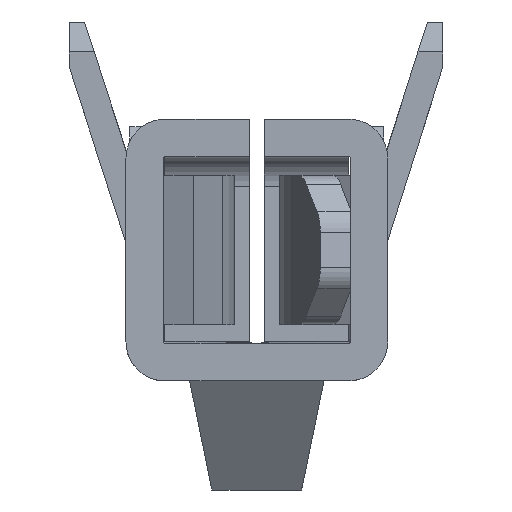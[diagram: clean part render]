
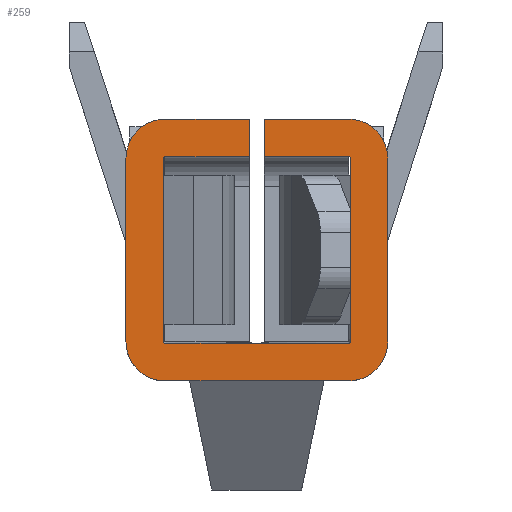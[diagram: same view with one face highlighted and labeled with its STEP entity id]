
A CAD part, front view. The second image highlights one B-rep face of the part: STEP entity #259.
In plain terms, the highlighted planar face has unit normal (0, -1, 0).
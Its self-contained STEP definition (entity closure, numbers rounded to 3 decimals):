
#259 = ADVANCED_FACE( '', ( #725 ), #726, .F. );
#725 = FACE_OUTER_BOUND( '', #1397, .T. );
#726 = PLANE( '', #1398 );
#1397 = EDGE_LOOP( '', ( #2789, #2790, #2791, #2792, #2793, #2794, #2795, #2796, #2797, #2798, #2799, #2800, #2801, #2802, #2803, #2804, #2805, #2806, #2807, #2808 ) );
#1398 = AXIS2_PLACEMENT_3D( '', #2809, #2810, #2811 );
#2789 = ORIENTED_EDGE( '', *, *, #4820, .T. );
#2790 = ORIENTED_EDGE( '', *, *, #4821, .T. );
#2791 = ORIENTED_EDGE( '', *, *, #4822, .T. );
#2792 = ORIENTED_EDGE( '', *, *, #4823, .T. );
#2793 = ORIENTED_EDGE( '', *, *, #4824, .T. );
#2794 = ORIENTED_EDGE( '', *, *, #4825, .T. );
#2795 = ORIENTED_EDGE( '', *, *, #4826, .T. );
#2796 = ORIENTED_EDGE( '', *, *, #4827, .T. );
#2797 = ORIENTED_EDGE( '', *, *, #4828, .T. );
#2798 = ORIENTED_EDGE( '', *, *, #4829, .F. );
#2799 = ORIENTED_EDGE( '', *, *, #4830, .F. );
#2800 = ORIENTED_EDGE( '', *, *, #4831, .F. );
#2801 = ORIENTED_EDGE( '', *, *, #4832, .F. );
#2802 = ORIENTED_EDGE( '', *, *, #4833, .F. );
#2803 = ORIENTED_EDGE( '', *, *, #4834, .F. );
#2804 = ORIENTED_EDGE( '', *, *, #4835, .F. );
#2805 = ORIENTED_EDGE( '', *, *, #4836, .F. );
#2806 = ORIENTED_EDGE( '', *, *, #4837, .F. );
#2807 = ORIENTED_EDGE( '', *, *, #4838, .F. );
#2808 = ORIENTED_EDGE( '', *, *, #4839, .T. );
#2809 = CARTESIAN_POINT( '', ( -0.875, -3.6, 0.875 ) );
#2810 = DIRECTION( '', ( 0., 1., 0. ) );
#2811 = DIRECTION( '', ( -1., 0., 0. ) );
#4820 = EDGE_CURVE( '', #5681, #5682, #5683, .T. );
#4821 = EDGE_CURVE( '', #5682, #5684, #5685, .F. );
#4822 = EDGE_CURVE( '', #5684, #5686, #5687, .T. );
#4823 = EDGE_CURVE( '', #5686, #5688, #5689, .F. );
#4824 = EDGE_CURVE( '', #5688, #5690, #5691, .T. );
#4825 = EDGE_CURVE( '', #5690, #5692, #5693, .F. );
#4826 = EDGE_CURVE( '', #5692, #5694, #5695, .T. );
#4827 = EDGE_CURVE( '', #5694, #5696, #5697, .F. );
#4828 = EDGE_CURVE( '', #5696, #5698, #5699, .T. );
#4829 = EDGE_CURVE( '', #5700, #5698, #5701, .T. );
#4830 = EDGE_CURVE( '', #5702, #5700, #5703, .F. );
#4831 = EDGE_CURVE( '', #5704, #5702, #5705, .T. );
#4832 = EDGE_CURVE( '', #5706, #5704, #5707, .F. );
#4833 = EDGE_CURVE( '', #5708, #5706, #5709, .T. );
#4834 = EDGE_CURVE( '', #5710, #5708, #5711, .F. );
#4835 = EDGE_CURVE( '', #5712, #5710, #5713, .T. );
#4836 = EDGE_CURVE( '', #5714, #5712, #5715, .F. );
#4837 = EDGE_CURVE( '', #5716, #5714, #5717, .T. );
#4838 = EDGE_CURVE( '', #5718, #5716, #5719, .F. );
#4839 = EDGE_CURVE( '', #5718, #5681, #5720, .T. );
#5681 = VERTEX_POINT( '', #6921 );
#5682 = VERTEX_POINT( '', #6922 );
#5683 = LINE( '', #6923, #6924 );
#5684 = VERTEX_POINT( '', #6925 );
#5685 = CIRCLE( '', #6926, 0.26 );
#5686 = VERTEX_POINT( '', #6927 );
#5687 = LINE( '', #6928, #6929 );
#5688 = VERTEX_POINT( '', #6930 );
#5689 = CIRCLE( '', #6931, 0.26 );
#5690 = VERTEX_POINT( '', #6932 );
#5691 = LINE( '', #6933, #6934 );
#5692 = VERTEX_POINT( '', #6935 );
#5693 = CIRCLE( '', #6936, 0.26 );
#5694 = VERTEX_POINT( '', #6937 );
#5695 = LINE( '', #6938, #6939 );
#5696 = VERTEX_POINT( '', #6940 );
#5697 = CIRCLE( '', #6941, 0.26 );
#5698 = VERTEX_POINT( '', #6942 );
#5699 = LINE( '', #6943, #6944 );
#5700 = VERTEX_POINT( '', #6945 );
#5701 = LINE( '', #6946, #6947 );
#5702 = VERTEX_POINT( '', #6948 );
#5703 = LINE( '', #6949, #6950 );
#5704 = VERTEX_POINT( '', #6951 );
#5705 = CIRCLE( '', #6952, 0.01 );
#5706 = VERTEX_POINT( '', #6953 );
#5707 = LINE( '', #6954, #6955 );
#5708 = VERTEX_POINT( '', #6956 );
#5709 = CIRCLE( '', #6957, 0.01 );
#5710 = VERTEX_POINT( '', #6958 );
#5711 = LINE( '', #6959, #6960 );
#5712 = VERTEX_POINT( '', #6961 );
#5713 = CIRCLE( '', #6962, 0.01 );
#5714 = VERTEX_POINT( '', #6963 );
#5715 = LINE( '', #6964, #6965 );
#5716 = VERTEX_POINT( '', #6966 );
#5717 = CIRCLE( '', #6967, 0.01 );
#5718 = VERTEX_POINT( '', #6968 );
#5719 = LINE( '', #6969, #6970 );
#5720 = LINE( '', #6971, #6972 );
#6921 = CARTESIAN_POINT( '', ( -0.05, -3.6, 0.875 ) );
#6922 = CARTESIAN_POINT( '', ( -0.615, -3.6, 0.875 ) );
#6923 = CARTESIAN_POINT( '', ( -0.875, -3.6, 0.875 ) );
#6924 = VECTOR( '', #8935, 1000. );
#6925 = CARTESIAN_POINT( '', ( -0.875, -3.6, 0.615 ) );
#6926 = AXIS2_PLACEMENT_3D( '', #8936, #8937, #8938 );
#6927 = CARTESIAN_POINT( '', ( -0.875, -3.6, -0.615 ) );
#6928 = CARTESIAN_POINT( '', ( -0.875, -3.6, -0.875 ) );
#6929 = VECTOR( '', #8939, 1000. );
#6930 = CARTESIAN_POINT( '', ( -0.615, -3.6, -0.875 ) );
#6931 = AXIS2_PLACEMENT_3D( '', #8940, #8941, #8942 );
#6932 = CARTESIAN_POINT( '', ( 0.615, -3.6, -0.875 ) );
#6933 = CARTESIAN_POINT( '', ( 0.875, -3.6, -0.875 ) );
#6934 = VECTOR( '', #8943, 1000. );
#6935 = CARTESIAN_POINT( '', ( 0.875, -3.6, -0.615 ) );
#6936 = AXIS2_PLACEMENT_3D( '', #8944, #8945, #8946 );
#6937 = CARTESIAN_POINT( '', ( 0.875, -3.6, 0.615 ) );
#6938 = CARTESIAN_POINT( '', ( 0.875, -3.6, 0.875 ) );
#6939 = VECTOR( '', #8947, 1000. );
#6940 = CARTESIAN_POINT( '', ( 0.615, -3.6, 0.875 ) );
#6941 = AXIS2_PLACEMENT_3D( '', #8948, #8949, #8950 );
#6942 = CARTESIAN_POINT( '', ( 0.05, -3.6, 0.875 ) );
#6943 = CARTESIAN_POINT( '', ( 0.875, -3.6, 0.875 ) );
#6944 = VECTOR( '', #8951, 1000. );
#6945 = CARTESIAN_POINT( '', ( 0.05, -3.6, 0.625 ) );
#6946 = CARTESIAN_POINT( '', ( 0.05, -3.6, 0.875 ) );
#6947 = VECTOR( '', #8952, 1000. );
#6948 = CARTESIAN_POINT( '', ( 0.615, -3.6, 0.625 ) );
#6949 = CARTESIAN_POINT( '', ( 0.875, -3.6, 0.625 ) );
#6950 = VECTOR( '', #8953, 1000. );
#6951 = CARTESIAN_POINT( '', ( 0.625, -3.6, 0.615 ) );
#6952 = AXIS2_PLACEMENT_3D( '', #8954, #8955, #8956 );
#6953 = CARTESIAN_POINT( '', ( 0.625, -3.6, -0.615 ) );
#6954 = CARTESIAN_POINT( '', ( 0.625, -3.6, 0.875 ) );
#6955 = VECTOR( '', #8957, 1000. );
#6956 = CARTESIAN_POINT( '', ( 0.615, -3.6, -0.625 ) );
#6957 = AXIS2_PLACEMENT_3D( '', #8958, #8959, #8960 );
#6958 = CARTESIAN_POINT( '', ( -0.615, -3.6, -0.625 ) );
#6959 = CARTESIAN_POINT( '', ( 0.875, -3.6, -0.625 ) );
#6960 = VECTOR( '', #8961, 1000. );
#6961 = CARTESIAN_POINT( '', ( -0.625, -3.6, -0.615 ) );
#6962 = AXIS2_PLACEMENT_3D( '', #8962, #8963, #8964 );
#6963 = CARTESIAN_POINT( '', ( -0.625, -3.6, 0.615 ) );
#6964 = CARTESIAN_POINT( '', ( -0.625, -3.6, -0.875 ) );
#6965 = VECTOR( '', #8965, 1000. );
#6966 = CARTESIAN_POINT( '', ( -0.615, -3.6, 0.625 ) );
#6967 = AXIS2_PLACEMENT_3D( '', #8966, #8967, #8968 );
#6968 = CARTESIAN_POINT( '', ( -0.05, -3.6, 0.625 ) );
#6969 = CARTESIAN_POINT( '', ( -0.875, -3.6, 0.625 ) );
#6970 = VECTOR( '', #8969, 1000. );
#6971 = CARTESIAN_POINT( '', ( -0.05, -3.6, 0.875 ) );
#6972 = VECTOR( '', #8970, 1000. );
#8935 = DIRECTION( '', ( -1., 0., 0. ) );
#8936 = CARTESIAN_POINT( '', ( -0.615, -3.6, 0.615 ) );
#8937 = DIRECTION( '', ( 0., 1., 0. ) );
#8938 = DIRECTION( '', ( 0., 0., 1. ) );
#8939 = DIRECTION( '', ( 0., 0., -1. ) );
#8940 = CARTESIAN_POINT( '', ( -0.615, -3.6, -0.615 ) );
#8941 = DIRECTION( '', ( 0., 1., 0. ) );
#8942 = DIRECTION( '', ( 0., 0., 1. ) );
#8943 = DIRECTION( '', ( 1., 0., 0. ) );
#8944 = CARTESIAN_POINT( '', ( 0.615, -3.6, -0.615 ) );
#8945 = DIRECTION( '', ( 0., 1., 0. ) );
#8946 = DIRECTION( '', ( 0., 0., 1. ) );
#8947 = DIRECTION( '', ( 0., 0., 1. ) );
#8948 = CARTESIAN_POINT( '', ( 0.615, -3.6, 0.615 ) );
#8949 = DIRECTION( '', ( 0., 1., 0. ) );
#8950 = DIRECTION( '', ( 0., 0., 1. ) );
#8951 = DIRECTION( '', ( -1., 0., 0. ) );
#8952 = DIRECTION( '', ( 0., 0., 1. ) );
#8953 = DIRECTION( '', ( 1., 0., 0. ) );
#8954 = CARTESIAN_POINT( '', ( 0.615, -3.6, 0.615 ) );
#8955 = DIRECTION( '', ( 0., -1., 0. ) );
#8956 = DIRECTION( '', ( 0., 0., -1. ) );
#8957 = DIRECTION( '', ( 0., 0., -1. ) );
#8958 = CARTESIAN_POINT( '', ( 0.615, -3.6, -0.615 ) );
#8959 = DIRECTION( '', ( 0., -1., 0. ) );
#8960 = DIRECTION( '', ( 0., 0., -1. ) );
#8961 = DIRECTION( '', ( -1., 0., 0. ) );
#8962 = CARTESIAN_POINT( '', ( -0.615, -3.6, -0.615 ) );
#8963 = DIRECTION( '', ( 0., -1., 0. ) );
#8964 = DIRECTION( '', ( 0., 0., -1. ) );
#8965 = DIRECTION( '', ( 0., 0., 1. ) );
#8966 = CARTESIAN_POINT( '', ( -0.615, -3.6, 0.615 ) );
#8967 = DIRECTION( '', ( 0., -1., 0. ) );
#8968 = DIRECTION( '', ( 0., 0., -1. ) );
#8969 = DIRECTION( '', ( 1., 0., 0. ) );
#8970 = DIRECTION( '', ( 0., 0., 1. ) );
